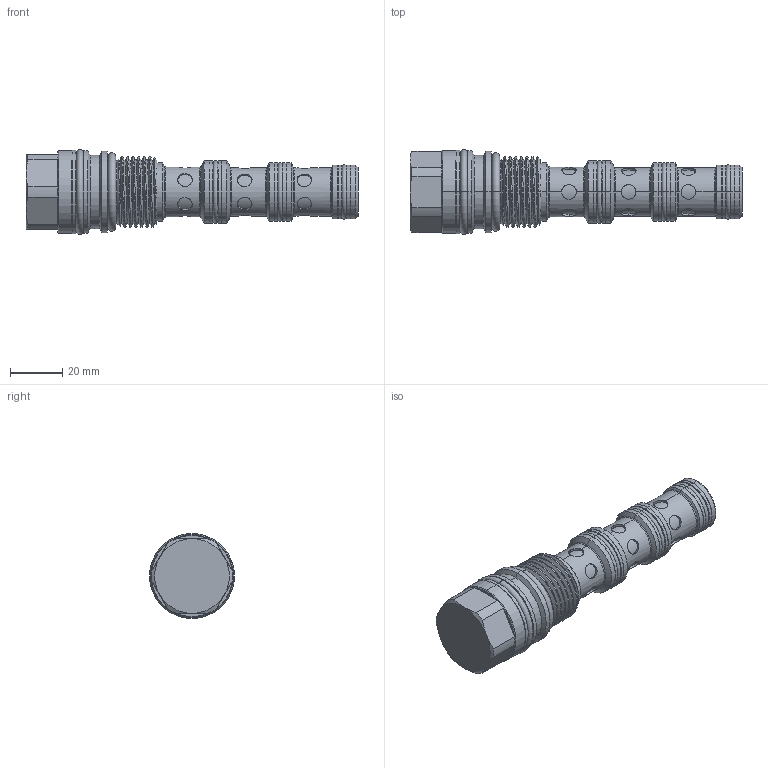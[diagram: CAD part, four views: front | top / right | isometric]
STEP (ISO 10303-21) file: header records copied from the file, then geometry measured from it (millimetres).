
FILE_DESCRIPTION (( 'STEP AP203' ), '1' );
FILE_NAME ('DD12WH5S-N5.STEP', '2024-06-13T05:41:24', ( '' ), ( '' ), 'SwSTEP 2.0', 'SolidWorks 2018', '' );
FILE_SCHEMA (( 'CONFIG_CONTROL_DESIGN' ));
Length unit declared in the file: millimetre
Products named in the file (1): DD12WH5S-N5
Bounding box: 126.87 x 32.49 x 32.49 mm (x, y, z)
Volume: 56779.7 mm3; surface area: 14801.6 mm2
Topology: 1 solids, 1 shells, 260 faces, 560 edges, 340 vertices
Faces by surface type: cylinder 158, plane 40, cone 37, torus 22, bspline 3
Entity records: 10828 total; most frequent: CARTESIAN_POINT 5235, DIRECTION 1169, ORIENTED_EDGE 1120, EDGE_CURVE 560, AXIS2_PLACEMENT_3D 491, VERTEX_POINT 340, EDGE_LOOP 298, ADVANCED_FACE 260
